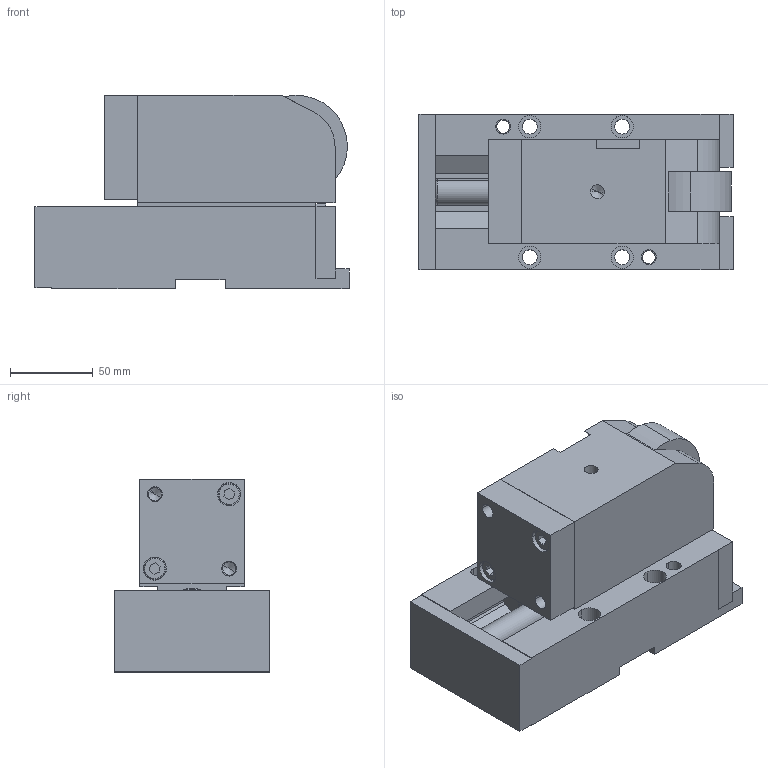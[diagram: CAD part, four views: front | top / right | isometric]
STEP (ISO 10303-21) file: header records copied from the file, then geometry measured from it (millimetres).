
FILE_DESCRIPTION(('CATIA V5 STEP Exchange'),'2;1');
FILE_NAME('CRCN-03000-50.stp','2015-09-08T09:47:38+00:00',('none'),('none'),'CATIA Version 5 Release 20 GA (IN-10)','CATIA V5 STEP AP203','none');
FILE_SCHEMA(('CONFIG_CONTROL_DESIGN'));
Length unit declared in the file: millimetre
Products named in the file (1): CRCN-03000-50
Bounding box: 190 x 94 x 117 mm (x, y, z)
Volume: 1264868 mm3; surface area: 196749.9 mm2
Topology: 4 solids, 25 shells, 343 faces, 789 edges, 501 vertices
Faces by surface type: plane 179, cylinder 123, cone 38, torus 3
Entity records: 9036 total; most frequent: CARTESIAN_POINT 1943, ORIENTED_EDGE 1530, DIRECTION 1154, EDGE_CURVE 765, VERTEX_POINT 501, VECTOR 483, LINE 483, AXIS2_PLACEMENT_3D 460
